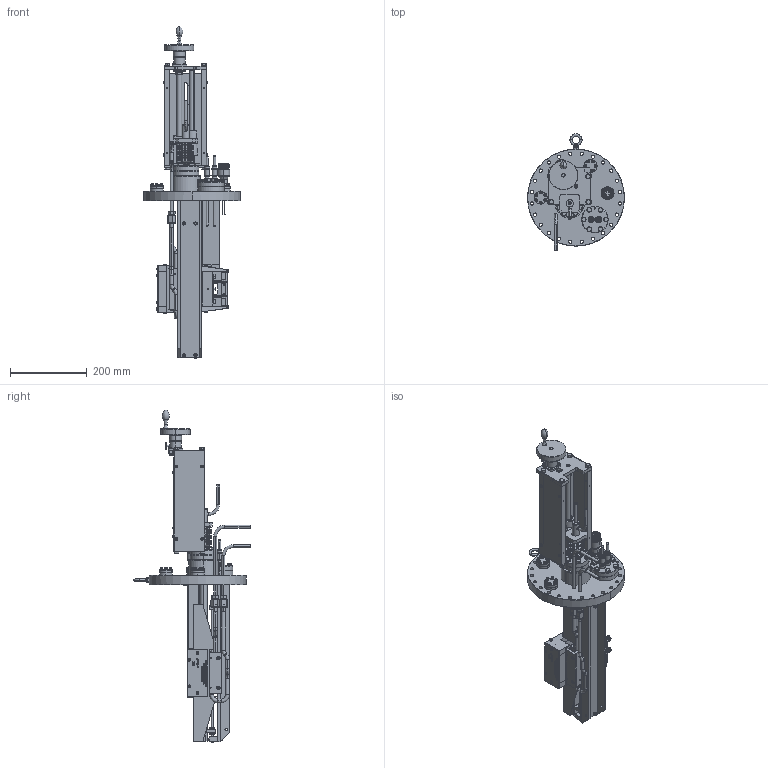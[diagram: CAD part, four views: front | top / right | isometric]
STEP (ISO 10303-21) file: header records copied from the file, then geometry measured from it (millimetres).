
FILE_DESCRIPTION (( 'STEP AP214' ), '1' );
FILE_NAME ('HCL_4_POCKET_10cc_MANUAL_ACTUATED_10.0_O.D._SOURCE_FLANGE.STEP', '2019-12-14T00:49:07', ( 'admin' ), ( 'Microsoft' ), 'SwSTEP 2.0', 'SolidWorks 2016', '' );
FILE_SCHEMA (( 'AUTOMOTIVE_DESIGN' ));
Length unit declared in the file: inch
Products named in the file (1): HCL_4_POCKET_10cc_MANUAL_ACTUATED_10.0_O.D._SOURCE_FLANGE
Bounding box: 253.24 x 303.61 x 867.02 mm (x, y, z)
Surface area: 985777.5 mm2 (no closed solid volume)
Topology: 0 solids, 419 shells, 2324 faces, 8849 edges, 6715 vertices
Faces by surface type: plane 955, cylinder 757, cone 455, torus 69, sphere 54, bspline 34
Entity records: 135866 total; most frequent: CARTESIAN_POINT 31760, DIRECTION 15960, ORIENTED_EDGE 12500, EDGE_CURVE 8774, VERTEX_POINT 6698, AXIS2_PLACEMENT_3D 5778, VECTOR 4404, LINE 4404
